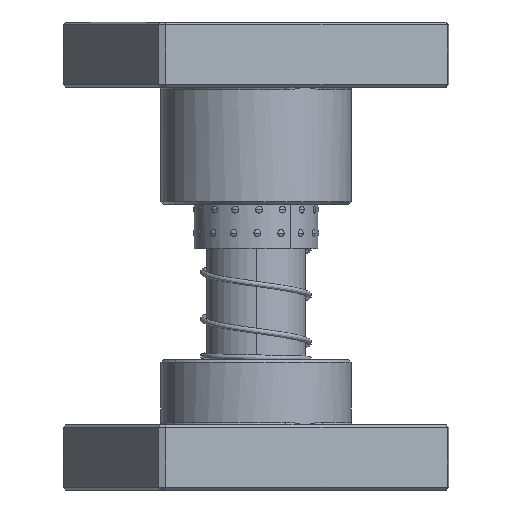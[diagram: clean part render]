
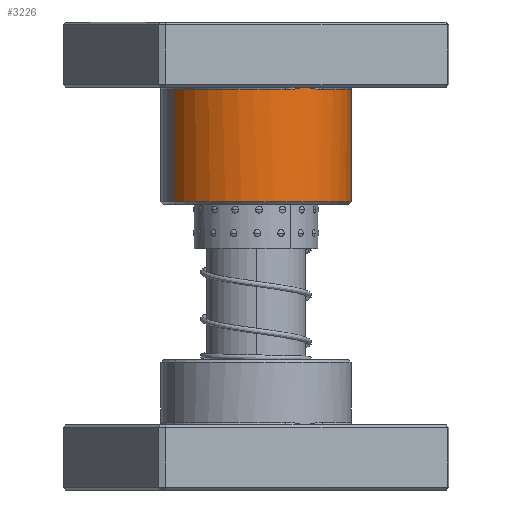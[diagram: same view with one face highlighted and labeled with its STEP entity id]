
A CAD part, left-side view. The second image highlights one B-rep face of the part: STEP entity #3226.
In plain terms, the highlighted cylindrical face has radius 36.5 mm (diameter 73 mm), a partial arc.
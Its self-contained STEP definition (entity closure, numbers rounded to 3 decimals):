
#23 = VERTEX_POINT ( 'NONE', #7992 ) ;
#405 = CARTESIAN_POINT ( 'NONE',  ( 5.587, -36.077, 25.837 ) ) ;
#1226 = DIRECTION ( 'NONE',  ( -1., 0., 0. ) ) ;
#1297 = DIRECTION ( 'NONE',  ( 1., 0., 0. ) ) ;
#1902 = CARTESIAN_POINT ( 'NONE',  ( -36.5, 0., 69. ) ) ;
#1927 = EDGE_CURVE ( 'NONE', #19941, #15520, #3143, .T. ) ;
#1928 = EDGE_LOOP ( 'NONE', ( #13426, #9418, #20610, #2392, #15686, #36260, #29844 ) ) ;
#2392 = ORIENTED_EDGE ( 'NONE', *, *, #41895, .T. ) ;
#2750 = CARTESIAN_POINT ( 'NONE',  ( -36.5, 0., 26. ) ) ;
#2826 = B_SPLINE_CURVE_WITH_KNOTS ( 'NONE', 3,
 ( #33934, #27499, #30943, #10356, #34378, #13830, #37806, #17294 ),
 .UNSPECIFIED., .F., .F.,
 ( 4, 2, 2, 4 ),
 ( 0., 0.002, 0.004, 0.009 ),
 .UNSPECIFIED. ) ;
#3143 = CIRCLE ( 'NONE', #33151, 36.5 ) ;
#3226 = ADVANCED_FACE ( 'NONE', ( #17188 ), #7996, .T. ) ;
#3862 = CARTESIAN_POINT ( 'NONE',  ( 7.68, -35.69, 26. ) ) ;
#4469 = DIRECTION ( 'NONE',  ( 0., 0., 1. ) ) ;
#5675 = CIRCLE ( 'NONE', #42915, 36.5 ) ;
#5876 = B_SPLINE_CURVE_WITH_KNOTS ( 'NONE', 3,
 ( #31178, #7123, #34603, #14053, #38045, #17513, #41474, #20969, #405, #24425, #3862, #27890 ),
 .UNSPECIFIED., .F., .F.,
 ( 4, 2, 2, 2, 2, 4 ),
 ( 0., 0.001, 0.002, 0.004, 0.006, 0.008 ),
 .UNSPECIFIED. ) ;
#6388 = CARTESIAN_POINT ( 'NONE',  ( 36.5, 0., 70. ) ) ;
#7123 = CARTESIAN_POINT ( 'NONE',  ( 0.349, -36.5, 25.059 ) ) ;
#7519 = VERTEX_POINT ( 'NONE', #43880 ) ;
#7992 = CARTESIAN_POINT ( 'NONE',  ( -8.373, -35.527, 26. ) ) ;
#7996 = CYLINDRICAL_SURFACE ( 'NONE', #34092, 36.5 ) ;
#9372 = VECTOR ( 'NONE', #32116, 1000. ) ;
#9418 = ORIENTED_EDGE ( 'NONE', *, *, #13121, .T. ) ;
#10356 = CARTESIAN_POINT ( 'NONE',  ( -5.587, -36.077, 25.837 ) ) ;
#11402 = DIRECTION ( 'NONE',  ( 0., 0., -1. ) ) ;
#11527 = CARTESIAN_POINT ( 'NONE',  ( -36.5, 0., 70. ) ) ;
#13121 = EDGE_CURVE ( 'NONE', #7519, #26355, #21065, .T. ) ;
#13426 = ORIENTED_EDGE ( 'NONE', *, *, #24523, .F. ) ;
#13830 = CARTESIAN_POINT ( 'NONE',  ( -2.798, -36.42, 25.47 ) ) ;
#14053 = CARTESIAN_POINT ( 'NONE',  ( 1.4, -36.475, 25.234 ) ) ;
#15520 = VERTEX_POINT ( 'NONE', #17050 ) ;
#15686 = ORIENTED_EDGE ( 'NONE', *, *, #38079, .T. ) ;
#16877 = CARTESIAN_POINT ( 'NONE',  ( 0., 0., 26. ) ) ;
#17050 = CARTESIAN_POINT ( 'NONE',  ( 36.5, 0., 26. ) ) ;
#17188 = FACE_OUTER_BOUND ( 'NONE', #1928, .T. ) ;
#17294 = CARTESIAN_POINT ( 'NONE',  ( 0., -36.5, 25. ) ) ;
#17513 = CARTESIAN_POINT ( 'NONE',  ( 2.798, -36.399, 25.459 ) ) ;
#17895 = VECTOR ( 'NONE', #30419, 1000. ) ;
#19941 = VERTEX_POINT ( 'NONE', #26867 ) ;
#20350 = DIRECTION ( 'NONE',  ( 1., 0., 0. ) ) ;
#20610 = ORIENTED_EDGE ( 'NONE', *, *, #34724, .T. ) ;
#20714 = VERTEX_POINT ( 'NONE', #2750 ) ;
#20969 = CARTESIAN_POINT ( 'NONE',  ( 4.89, -36.178, 25.754 ) ) ;
#21065 = CIRCLE ( 'NONE', #26243, 36.5 ) ;
#21793 = CARTESIAN_POINT ( 'NONE',  ( 0., 0., 70. ) ) ;
#21870 = DIRECTION ( 'NONE',  ( 0., 0., -1. ) ) ;
#24425 = CARTESIAN_POINT ( 'NONE',  ( 6.984, -35.833, 25.96 ) ) ;
#24523 = EDGE_CURVE ( 'NONE', #7519, #15520, #27032, .T. ) ;
#24653 = EDGE_CURVE ( 'NONE', #33352, #19941, #5876, .T. ) ;
#25064 = CARTESIAN_POINT ( 'NONE',  ( 0., 0., 26. ) ) ;
#26243 = AXIS2_PLACEMENT_3D ( 'NONE', #42357, #21870, #1297 ) ;
#26355 = VERTEX_POINT ( 'NONE', #1902 ) ;
#26867 = CARTESIAN_POINT ( 'NONE',  ( 8.373, -35.527, 26. ) ) ;
#27032 = LINE ( 'NONE', #6388, #17895 ) ;
#27499 = CARTESIAN_POINT ( 'NONE',  ( -7.68, -35.69, 26. ) ) ;
#27890 = CARTESIAN_POINT ( 'NONE',  ( 8.373, -35.527, 26. ) ) ;
#28492 = DIRECTION ( 'NONE',  ( 1., 0., 0. ) ) ;
#29844 = ORIENTED_EDGE ( 'NONE', *, *, #1927, .T. ) ;
#30419 = DIRECTION ( 'NONE',  ( 0., 0., -1. ) ) ;
#30943 = CARTESIAN_POINT ( 'NONE',  ( -6.984, -35.833, 25.96 ) ) ;
#31178 = CARTESIAN_POINT ( 'NONE',  ( 0., -36.5, 25. ) ) ;
#32116 = DIRECTION ( 'NONE',  ( 0., 0., -1. ) ) ;
#33151 = AXIS2_PLACEMENT_3D ( 'NONE', #25064, #4469, #28492 ) ;
#33352 = VERTEX_POINT ( 'NONE', #36113 ) ;
#33934 = CARTESIAN_POINT ( 'NONE',  ( -8.373, -35.527, 26. ) ) ;
#34092 = AXIS2_PLACEMENT_3D ( 'NONE', #21793, #11402, #1226 ) ;
#34378 = CARTESIAN_POINT ( 'NONE',  ( -4.89, -36.178, 25.754 ) ) ;
#34603 = CARTESIAN_POINT ( 'NONE',  ( 0.701, -36.495, 25.118 ) ) ;
#34724 = EDGE_CURVE ( 'NONE', #26355, #20714, #36771, .T. ) ;
#36113 = CARTESIAN_POINT ( 'NONE',  ( 0., -36.5, 25. ) ) ;
#36260 = ORIENTED_EDGE ( 'NONE', *, *, #24653, .T. ) ;
#36771 = LINE ( 'NONE', #11527, #9372 ) ;
#37806 = CARTESIAN_POINT ( 'NONE',  ( -1.403, -36.5, 25.235 ) ) ;
#38045 = CARTESIAN_POINT ( 'NONE',  ( 1.75, -36.46, 25.291 ) ) ;
#38079 = EDGE_CURVE ( 'NONE', #23, #33352, #2826, .T. ) ;
#40860 = DIRECTION ( 'NONE',  ( 0., 0., 1. ) ) ;
#41474 = CARTESIAN_POINT ( 'NONE',  ( 3.495, -36.339, 25.565 ) ) ;
#41895 = EDGE_CURVE ( 'NONE', #20714, #23, #5675, .T. ) ;
#42357 = CARTESIAN_POINT ( 'NONE',  ( 0., 0., 69. ) ) ;
#42915 = AXIS2_PLACEMENT_3D ( 'NONE', #16877, #40860, #20350 ) ;
#43880 = CARTESIAN_POINT ( 'NONE',  ( 36.5, 0., 69. ) ) ;
